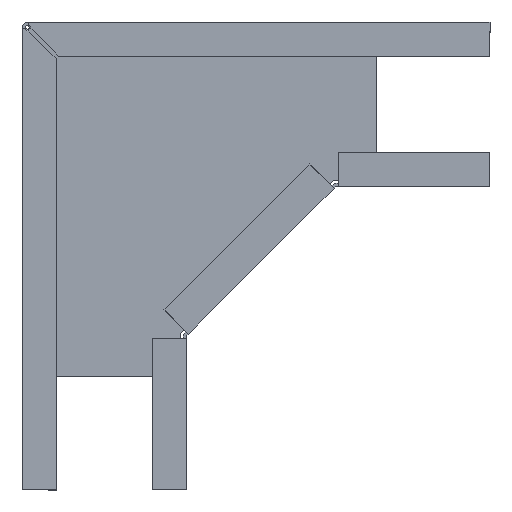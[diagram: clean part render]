
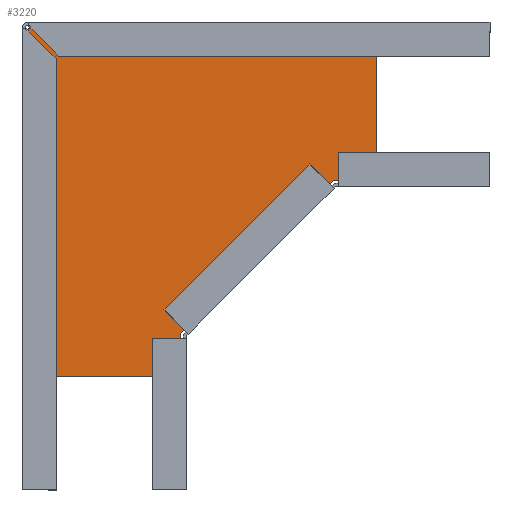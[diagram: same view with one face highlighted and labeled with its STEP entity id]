
A CAD part, front view. The second image highlights one B-rep face of the part: STEP entity #3220.
In plain terms, the highlighted planar face has unit normal (0, -1, 0).
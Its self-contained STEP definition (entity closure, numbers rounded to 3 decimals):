
#80 = CARTESIAN_POINT ( 'NONE',  ( 0., -1.5, -112.5 ) ) ;
#257 = ORIENTED_EDGE ( 'NONE', *, *, #1302, .T. ) ;
#274 = VECTOR ( 'NONE', #3230, 1000. ) ;
#285 = VECTOR ( 'NONE', #5033, 1000. ) ;
#303 = CARTESIAN_POINT ( 'NONE',  ( 49., -1.5, -98.5 ) ) ;
#342 = CARTESIAN_POINT ( 'NONE',  ( 0., -1.5, 0. ) ) ;
#363 = EDGE_CURVE ( 'NONE', #2595, #4532, #3092, .T. ) ;
#434 = LINE ( 'NONE', #1855, #274 ) ;
#484 = VERTEX_POINT ( 'NONE', #2180 ) ;
#510 = CARTESIAN_POINT ( 'NONE',  ( 49., -1.5, -112.5 ) ) ;
#579 = DIRECTION ( 'NONE',  ( 1., 0., 0. ) ) ;
#1093 = EDGE_LOOP ( 'NONE', ( #1540, #4753, #2953, #3870, #3298, #5935, #257 ) ) ;
#1138 = VECTOR ( 'NONE', #1941, 1000. ) ;
#1179 = DIRECTION ( 'NONE',  ( 0., -1., 0. ) ) ;
#1302 = EDGE_CURVE ( 'NONE', #484, #3990, #2369, .T. ) ;
#1521 = LINE ( 'NONE', #5036, #5292 ) ;
#1540 = ORIENTED_EDGE ( 'NONE', *, *, #5382, .T. ) ;
#1630 = CARTESIAN_POINT ( 'NONE',  ( 98.5, -1.5, -49. ) ) ;
#1709 = VERTEX_POINT ( 'NONE', #342 ) ;
#1713 = FACE_OUTER_BOUND ( 'NONE', #1093, .T. ) ;
#1833 = EDGE_CURVE ( 'NONE', #4258, #2786, #3293, .T. ) ;
#1855 = CARTESIAN_POINT ( 'NONE',  ( 0., -1.5, 0. ) ) ;
#1941 = DIRECTION ( 'NONE',  ( 0., 0., 1. ) ) ;
#2180 = CARTESIAN_POINT ( 'NONE',  ( 49., -1.5, -98.5 ) ) ;
#2205 = DIRECTION ( 'NONE',  ( 0., 0., -1. ) ) ;
#2298 = CARTESIAN_POINT ( 'NONE',  ( 112.5, -1.5, 0. ) ) ;
#2369 = LINE ( 'NONE', #303, #5988 ) ;
#2445 = AXIS2_PLACEMENT_3D ( 'NONE', #3138, #1179, #2205 ) ;
#2595 = VERTEX_POINT ( 'NONE', #3531 ) ;
#2657 = PLANE ( 'NONE',  #2445 ) ;
#2786 = VERTEX_POINT ( 'NONE', #2298 ) ;
#2953 = ORIENTED_EDGE ( 'NONE', *, *, #4309, .T. ) ;
#3092 = LINE ( 'NONE', #80, #4997 ) ;
#3138 = CARTESIAN_POINT ( 'NONE',  ( 0., -1.5, 0. ) ) ;
#3220 = ADVANCED_FACE ( 'NONE', ( #1713 ), #2657, .T. ) ;
#3230 = DIRECTION ( 'NONE',  ( 0., 0., -1. ) ) ;
#3293 = LINE ( 'NONE', #3573, #285 ) ;
#3298 = ORIENTED_EDGE ( 'NONE', *, *, #363, .T. ) ;
#3531 = CARTESIAN_POINT ( 'NONE',  ( 0., -1.5, -112.5 ) ) ;
#3573 = CARTESIAN_POINT ( 'NONE',  ( 112.5, -1.5, 0. ) ) ;
#3870 = ORIENTED_EDGE ( 'NONE', *, *, #6302, .T. ) ;
#3990 = VERTEX_POINT ( 'NONE', #1630 ) ;
#4063 = DIRECTION ( 'NONE',  ( 1., 0., 0. ) ) ;
#4065 = EDGE_CURVE ( 'NONE', #4532, #484, #5604, .T. ) ;
#4258 = VERTEX_POINT ( 'NONE', #5207 ) ;
#4309 = EDGE_CURVE ( 'NONE', #2786, #1709, #4388, .T. ) ;
#4388 = LINE ( 'NONE', #5884, #4465 ) ;
#4465 = VECTOR ( 'NONE', #5831, 1000. ) ;
#4532 = VERTEX_POINT ( 'NONE', #510 ) ;
#4753 = ORIENTED_EDGE ( 'NONE', *, *, #1833, .T. ) ;
#4997 = VECTOR ( 'NONE', #4063, 1000. ) ;
#5033 = DIRECTION ( 'NONE',  ( 0., 0., 1. ) ) ;
#5036 = CARTESIAN_POINT ( 'NONE',  ( 0., -1.5, -49. ) ) ;
#5158 = DIRECTION ( 'NONE',  ( 0.707, 0., 0.707 ) ) ;
#5207 = CARTESIAN_POINT ( 'NONE',  ( 112.5, -1.5, -49. ) ) ;
#5292 = VECTOR ( 'NONE', #579, 1000. ) ;
#5382 = EDGE_CURVE ( 'NONE', #3990, #4258, #1521, .T. ) ;
#5604 = LINE ( 'NONE', #5880, #1138 ) ;
#5831 = DIRECTION ( 'NONE',  ( -1., 0., 0. ) ) ;
#5880 = CARTESIAN_POINT ( 'NONE',  ( 49., -1.5, 0. ) ) ;
#5884 = CARTESIAN_POINT ( 'NONE',  ( 0., -1.5, 0. ) ) ;
#5935 = ORIENTED_EDGE ( 'NONE', *, *, #4065, .T. ) ;
#5988 = VECTOR ( 'NONE', #5158, 1000. ) ;
#6302 = EDGE_CURVE ( 'NONE', #1709, #2595, #434, .T. ) ;
